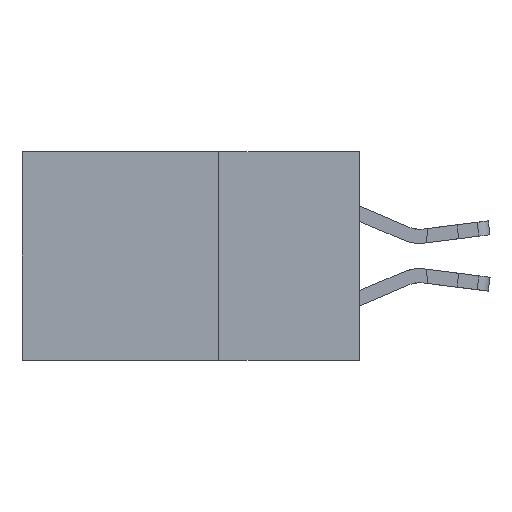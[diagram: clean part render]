
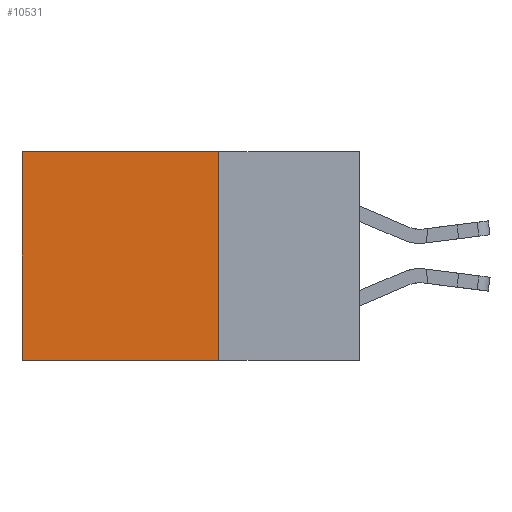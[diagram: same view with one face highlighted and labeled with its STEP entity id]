
A CAD part, left-side view. The second image highlights one B-rep face of the part: STEP entity #10531.
In plain terms, the highlighted planar face has unit normal (-1, 0, 0).
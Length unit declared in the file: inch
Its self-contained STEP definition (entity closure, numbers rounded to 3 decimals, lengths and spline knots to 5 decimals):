
#484 = DIRECTION ( 'NONE',  ( 0., 0., -1. ) ) ;
#1116 = VERTEX_POINT ( 'NONE', #8661 ) ;
#1329 = CARTESIAN_POINT ( 'NONE',  ( 0.2875, 0.25, 0. ) ) ;
#3074 = CARTESIAN_POINT ( 'NONE',  ( 0.2875, 0.25, -0.37 ) ) ;
#3296 = DIRECTION ( 'NONE',  ( 0., 0., -1. ) ) ;
#3778 = ORIENTED_EDGE ( 'NONE', *, *, #11719, .F. ) ;
#7057 = DIRECTION ( 'NONE',  ( 0., 1., 0. ) ) ;
#7080 = VECTOR ( 'NONE', #484, 39.37008 ) ;
#7837 = DIRECTION ( 'NONE',  ( 0., 0., -1. ) ) ;
#8530 = VERTEX_POINT ( 'NONE', #22571 ) ;
#8661 = CARTESIAN_POINT ( 'NONE',  ( 0.2875, 0.25, 0. ) ) ;
#9601 = ORIENTED_EDGE ( 'NONE', *, *, #19216, .F. ) ;
#10531 = ADVANCED_FACE ( 'NONE', ( #24608 ), #16595, .F. ) ;
#10700 = CARTESIAN_POINT ( 'NONE',  ( 0.2875, 0.25, -0.37 ) ) ;
#11473 = ORIENTED_EDGE ( 'NONE', *, *, #20392, .T. ) ;
#11719 = EDGE_CURVE ( 'NONE', #23318, #15897, #23172, .T. ) ;
#11813 = CARTESIAN_POINT ( 'NONE',  ( 0.2875, 0.25, 0. ) ) ;
#11954 = CARTESIAN_POINT ( 'NONE',  ( 0.2875, 0.6, 0. ) ) ;
#15205 = CARTESIAN_POINT ( 'NONE',  ( 0.2875, 0.25, 0. ) ) ;
#15897 = VERTEX_POINT ( 'NONE', #20396 ) ;
#16595 = PLANE ( 'NONE',  #24074 ) ;
#19014 = EDGE_LOOP ( 'NONE', ( #11473, #3778, #9601, #22634 ) ) ;
#19216 = EDGE_CURVE ( 'NONE', #1116, #23318, #22621, .T. ) ;
#20392 = EDGE_CURVE ( 'NONE', #8530, #15897, #22558, .T. ) ;
#20396 = CARTESIAN_POINT ( 'NONE',  ( 0.2875, 0.6, -0.37 ) ) ;
#21339 = VECTOR ( 'NONE', #7837, 39.37008 ) ;
#22558 = LINE ( 'NONE', #11954, #21339 ) ;
#22571 = CARTESIAN_POINT ( 'NONE',  ( 0.2875, 0.6, 0. ) ) ;
#22621 = LINE ( 'NONE', #11813, #7080 ) ;
#22634 = ORIENTED_EDGE ( 'NONE', *, *, #22711, .T. ) ;
#22711 = EDGE_CURVE ( 'NONE', #1116, #8530, #22744, .T. ) ;
#22744 = LINE ( 'NONE', #15205, #24546 ) ;
#23172 = LINE ( 'NONE', #10700, #23774 ) ;
#23318 = VERTEX_POINT ( 'NONE', #3074 ) ;
#23774 = VECTOR ( 'NONE', #7057, 39.37008 ) ;
#24045 = DIRECTION ( 'NONE',  ( 1., 0., 0. ) ) ;
#24074 = AXIS2_PLACEMENT_3D ( 'NONE', #1329, #24045, #3296 ) ;
#24546 = VECTOR ( 'NONE', #24828, 39.37008 ) ;
#24608 = FACE_OUTER_BOUND ( 'NONE', #19014, .T. ) ;
#24828 = DIRECTION ( 'NONE',  ( 0., 1., 0. ) ) ;
